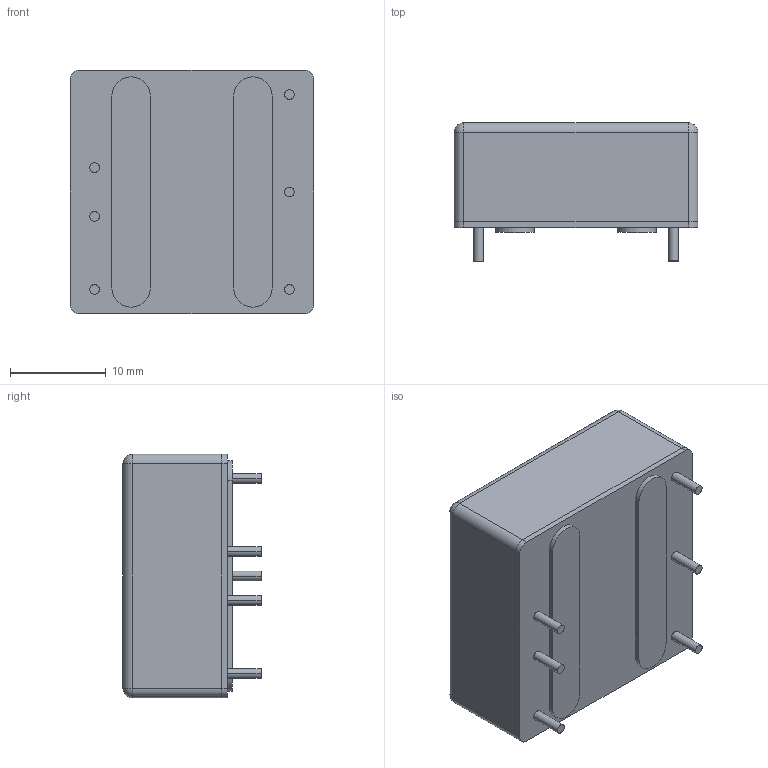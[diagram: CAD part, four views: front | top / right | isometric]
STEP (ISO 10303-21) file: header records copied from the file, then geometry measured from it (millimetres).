
FILE_DESCRIPTION(('STEP AP242'),'1');
FILE_NAME('pke3316zpi.stp','2025-08-19T09:46:08',('TraceParts'),('TraceParts S.A.'),'Spatial InterOp 3D',' ',' ');
FILE_SCHEMA(('AP242_MANAGED_MODEL_BASED_3D_ENGINEERING_MIM_LF {1 0 10303 442 1 1 4}'));
Length unit declared in the file: millimetre
Products named in the file (1): UMFU-ERG_ASM|CASE#CASE;CASE
Bounding box: 25.4 x 14.4 x 25.4 mm (x, y, z)
Volume: 1283.5 mm3; surface area: 5038.6 mm2
Topology: 4 solids, 4 shells, 84 faces, 170 edges, 100 vertices
Faces by surface type: plane 38, cylinder 38, sphere 8
Entity records: 2198 total; most frequent: DIRECTION 422, CARTESIAN_POINT 358, ORIENTED_EDGE 340, EDGE_CURVE 170, AXIS2_PLACEMENT_3D 164, VERTEX_POINT 100, LINE 94, VECTOR 94
